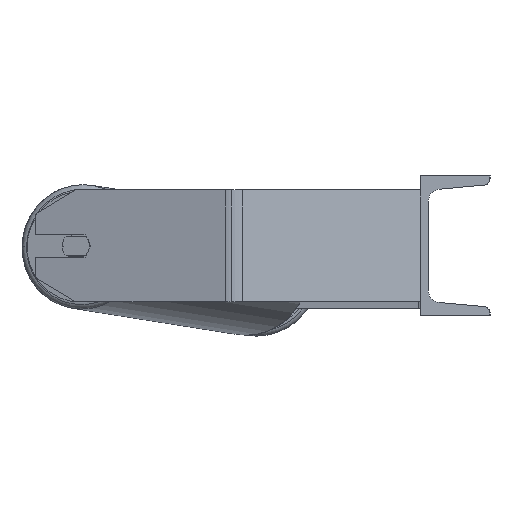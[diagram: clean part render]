
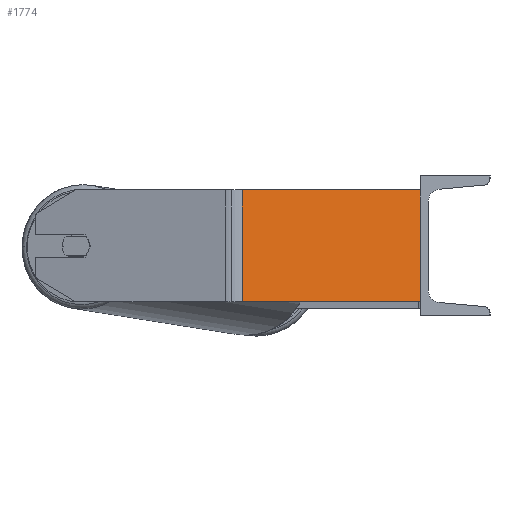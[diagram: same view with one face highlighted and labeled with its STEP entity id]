
A CAD part, left-side view. The second image highlights one B-rep face of the part: STEP entity #1774.
In plain terms, the highlighted planar face has unit normal (-0.866, -0.5, 0).
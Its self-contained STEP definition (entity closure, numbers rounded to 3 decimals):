
#220 = VECTOR ( 'NONE', #8719, 1000. ) ;
#353 = LINE ( 'NONE', #8132, #3705 ) ;
#421 = CARTESIAN_POINT ( 'NONE',  ( -685., 0., 40. ) ) ;
#549 = LINE ( 'NONE', #6202, #5482 ) ;
#603 = CARTESIAN_POINT ( 'NONE',  ( -761.54, 132.572, 40. ) ) ;
#701 = VERTEX_POINT ( 'NONE', #4452 ) ;
#800 = ORIENTED_EDGE ( 'NONE', *, *, #1040, .T. ) ;
#810 = CARTESIAN_POINT ( 'NONE',  ( -758.227, 126.833, -40. ) ) ;
#826 = VERTEX_POINT ( 'NONE', #1717 ) ;
#913 = DIRECTION ( 'NONE',  ( 0.866, 0.5, 0. ) ) ;
#1040 = EDGE_CURVE ( 'NONE', #826, #8551, #549, .T. ) ;
#1268 = DIRECTION ( 'NONE',  ( 0., 0., -1. ) ) ;
#1717 = CARTESIAN_POINT ( 'NONE',  ( -758.227, 126.833, 40. ) ) ;
#1774 = ADVANCED_FACE ( 'NONE', ( #8202 ), #4867, .F. ) ;
#3056 = DIRECTION ( 'NONE',  ( 0.5, -0.866, 0. ) ) ;
#3083 = LINE ( 'NONE', #5897, #220 ) ;
#3705 = VECTOR ( 'NONE', #3056, 1000. ) ;
#3987 = VERTEX_POINT ( 'NONE', #9008 ) ;
#4452 = CARTESIAN_POINT ( 'NONE',  ( -685., 0., -40. ) ) ;
#4563 = EDGE_LOOP ( 'NONE', ( #9143, #6466, #8382, #800 ) ) ;
#4867 = PLANE ( 'NONE',  #9001 ) ;
#5200 = EDGE_CURVE ( 'NONE', #826, #3987, #3083, .T. ) ;
#5336 = LINE ( 'NONE', #421, #6814 ) ;
#5482 = VECTOR ( 'NONE', #6414, 1000. ) ;
#5897 = CARTESIAN_POINT ( 'NONE',  ( -761.54, 132.572, 40. ) ) ;
#6202 = CARTESIAN_POINT ( 'NONE',  ( -758.227, 126.833, 40. ) ) ;
#6414 = DIRECTION ( 'NONE',  ( 0., 0., -1. ) ) ;
#6466 = ORIENTED_EDGE ( 'NONE', *, *, #8885, .F. ) ;
#6695 = EDGE_CURVE ( 'NONE', #8551, #701, #353, .T. ) ;
#6814 = VECTOR ( 'NONE', #1268, 1000. ) ;
#7942 = DIRECTION ( 'NONE',  ( -0.5, 0.866, 0. ) ) ;
#8132 = CARTESIAN_POINT ( 'NONE',  ( -761.54, 132.572, -40. ) ) ;
#8202 = FACE_OUTER_BOUND ( 'NONE', #4563, .T. ) ;
#8382 = ORIENTED_EDGE ( 'NONE', *, *, #5200, .F. ) ;
#8551 = VERTEX_POINT ( 'NONE', #810 ) ;
#8719 = DIRECTION ( 'NONE',  ( 0.5, -0.866, 0. ) ) ;
#8885 = EDGE_CURVE ( 'NONE', #3987, #701, #5336, .T. ) ;
#9001 = AXIS2_PLACEMENT_3D ( 'NONE', #603, #913, #7942 ) ;
#9008 = CARTESIAN_POINT ( 'NONE',  ( -685., 0., 40. ) ) ;
#9143 = ORIENTED_EDGE ( 'NONE', *, *, #6695, .T. ) ;
